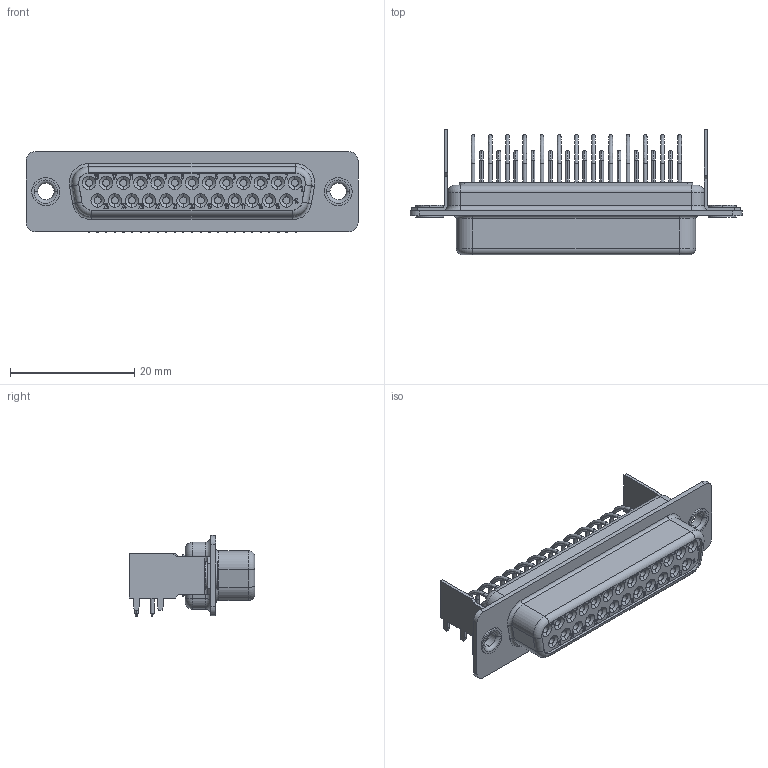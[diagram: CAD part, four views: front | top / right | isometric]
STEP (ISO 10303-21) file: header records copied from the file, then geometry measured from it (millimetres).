
FILE_DESCRIPTION(('Creo Elements/Direct Modeling STEP Export'),'2;1');
FILE_NAME('model.stp','2019-03-20T20:28:19',(''),(''),'Creo Elements/Direct Modeling STEP processor for AP214 (Solid Model)','Creo Elements/Direct Modeling 20.1A 29-Sep-2018 (C) Parametric Technology GmbH','');
FILE_SCHEMA(('AUTOMOTIVE_DESIGN { 1 0 10303 214 1 1 1 1 }'));
Products named in the file (2): VS-25-BU-DSUB-LH-B
Assembly tree (1 placements, depth 2):
  VS-25-BU-DSUB-LH-B
    VS-25-BU-DSUB-LH-B
Bounding box: 53.42 x 20.2 x 13.04 mm (x, y, z)
Volume: 4183.6 mm3; surface area: 3971.8 mm2
Topology: 1 solids, 1 shells, 2551 faces, 7019 edges, 4652 vertices
Faces by surface type: plane 1695, cylinder 448, extrusion 238, cone 100, torus 44, bspline 26
Entity records: 100736 total; most frequent: CARTESIAN_POINT 16793, ORIENTED_EDGE 14038, DIRECTION 11745, EDGE_CURVE 7019, VECTOR 5745, LINE 5507, VERTEX_POINT 4652, AXIS2_PLACEMENT_3D 3000
